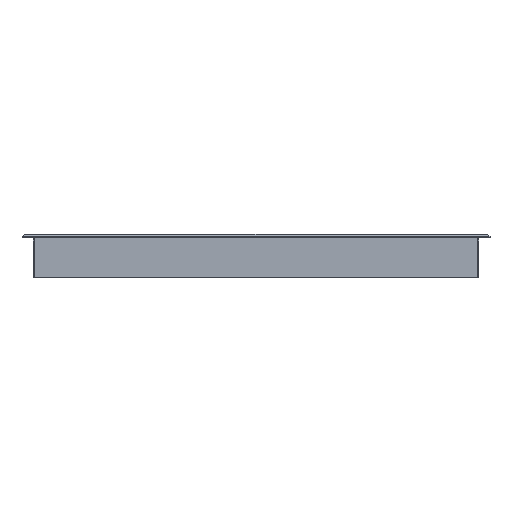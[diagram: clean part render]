
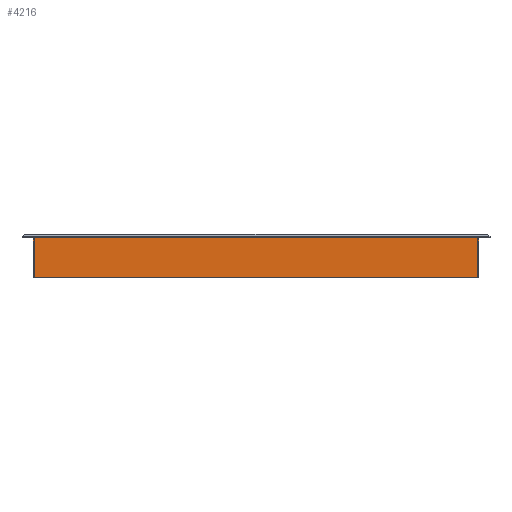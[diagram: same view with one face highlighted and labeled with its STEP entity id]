
A CAD part, front view. The second image highlights one B-rep face of the part: STEP entity #4216.
In plain terms, the highlighted planar face has unit normal (0, -1, 0).
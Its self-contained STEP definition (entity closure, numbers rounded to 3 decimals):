
#122 = PLANE ( 'NONE',  #1761 ) ;
#197 = DIRECTION ( 'NONE',  ( 1., 0., 0. ) ) ;
#514 = LINE ( 'NONE', #1055, #3041 ) ;
#634 = EDGE_LOOP ( 'NONE', ( #1707, #2060, #1865, #2296 ) ) ;
#769 = VERTEX_POINT ( 'NONE', #2106 ) ;
#908 = EDGE_CURVE ( 'NONE', #769, #3245, #514, .T. ) ;
#944 = EDGE_CURVE ( 'NONE', #3245, #3637, #4603, .T. ) ;
#1041 = EDGE_CURVE ( 'NONE', #769, #1313, #3433, .T. ) ;
#1055 = CARTESIAN_POINT ( 'NONE',  ( -265., -265., -47.5 ) ) ;
#1144 = VECTOR ( 'NONE', #197, 1000. ) ;
#1197 = VECTOR ( 'NONE', #2700, 1000. ) ;
#1313 = VERTEX_POINT ( 'NONE', #2609 ) ;
#1466 = CARTESIAN_POINT ( 'NONE',  ( 265., -265., -47.5 ) ) ;
#1547 = DIRECTION ( 'NONE',  ( 0., -1., 0. ) ) ;
#1672 = CARTESIAN_POINT ( 'NONE',  ( 265., -265., -47.5 ) ) ;
#1707 = ORIENTED_EDGE ( 'NONE', *, *, #944, .T. ) ;
#1761 = AXIS2_PLACEMENT_3D ( 'NONE', #3027, #1547, #1885 ) ;
#1865 = ORIENTED_EDGE ( 'NONE', *, *, #1041, .F. ) ;
#1885 = DIRECTION ( 'NONE',  ( 1., 0., 0. ) ) ;
#1983 = CARTESIAN_POINT ( 'NONE',  ( -265., -265., -47.5 ) ) ;
#2007 = LINE ( 'NONE', #3458, #1144 ) ;
#2060 = ORIENTED_EDGE ( 'NONE', *, *, #3591, .F. ) ;
#2106 = CARTESIAN_POINT ( 'NONE',  ( -265., -265., -47.5 ) ) ;
#2281 = VECTOR ( 'NONE', #4221, 1000. ) ;
#2296 = ORIENTED_EDGE ( 'NONE', *, *, #908, .T. ) ;
#2540 = DIRECTION ( 'NONE',  ( 1., 0., 0. ) ) ;
#2609 = CARTESIAN_POINT ( 'NONE',  ( -265., -265., 0. ) ) ;
#2700 = DIRECTION ( 'NONE',  ( 0., 0., 1. ) ) ;
#2866 = CARTESIAN_POINT ( 'NONE',  ( 265., -265., 0. ) ) ;
#3027 = CARTESIAN_POINT ( 'NONE',  ( -265., -265., -47.5 ) ) ;
#3041 = VECTOR ( 'NONE', #2540, 1000. ) ;
#3245 = VERTEX_POINT ( 'NONE', #1466 ) ;
#3433 = LINE ( 'NONE', #1983, #1197 ) ;
#3458 = CARTESIAN_POINT ( 'NONE',  ( 265., -265., 0. ) ) ;
#3591 = EDGE_CURVE ( 'NONE', #1313, #3637, #2007, .T. ) ;
#3637 = VERTEX_POINT ( 'NONE', #2866 ) ;
#3697 = FACE_OUTER_BOUND ( 'NONE', #634, .T. ) ;
#4216 = ADVANCED_FACE ( 'NONE', ( #3697 ), #122, .T. ) ;
#4221 = DIRECTION ( 'NONE',  ( 0., 0., 1. ) ) ;
#4603 = LINE ( 'NONE', #1672, #2281 ) ;
